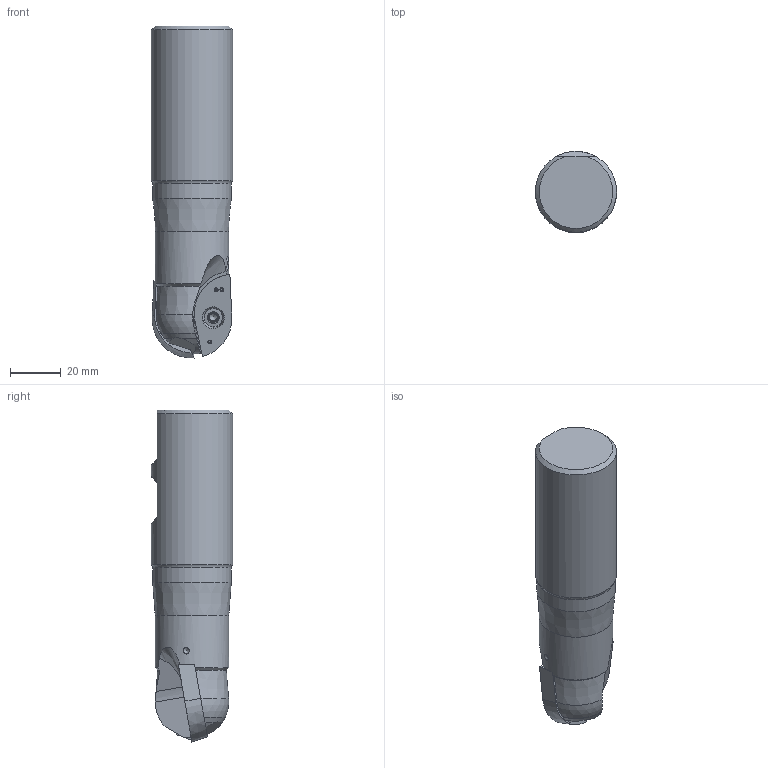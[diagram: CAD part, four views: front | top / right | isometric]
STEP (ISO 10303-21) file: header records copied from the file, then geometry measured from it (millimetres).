
FILE_DESCRIPTION(/* description */ (''),/* implementation_level */ '2;1');
FILE_NAME(/* name */ '1582705786505.stp',/* time_stamp */ '2020-02-26T13:59:57+05:00',/* author */ (''),/* organization */ ('SMS'),/* preprocessor_version */ 'ST-DEVELOPER v16.7',/* originating_system */ 'SIEMENS PLM Software NX 12.0',/* authorisation */ '');
FILE_SCHEMA (('AUTOMOTIVE_DESIGN { 1 0 10303 214 3 1 1 1 }'));
Length unit declared in the file: millimetre
Products named in the file (4): ASSEMBLY_CONSTRUCTION; 202032644mod000_00; 202352166mod000_00; 202352250mod000_00
Assembly tree (4 placements, depth 2):
  202352250mod000_00
    202352166mod000_00
    202032644mod000_00  x2
    ASSEMBLY_CONSTRUCTION
Bounding box: 31.99 x 31.99 x 130.98 mm (x, y, z)
Volume: 85841.2 mm3; surface area: 16041.7 mm2
Topology: 3 solids, 3 shells, 175 faces, 453 edges, 305 vertices
Faces by surface type: plane 71, cone 43, extrusion 24, cylinder 16, torus 11, sphere 6, bspline 4
Full cylindrical faces by diameter (mm): 4.5 x2, 5 x2, 5.9 x2, 7.15 x2, 29 x1, 31 x1, 31.992 x1
Entity records: 6487 total; most frequent: CARTESIAN_POINT 2595, DIRECTION 779, ORIENTED_EDGE 734, EDGE_CURVE 367, AXIS2_PLACEMENT_3D 323, VERTEX_POINT 252, EDGE_LOOP 198, ADVANCED_FACE 160
